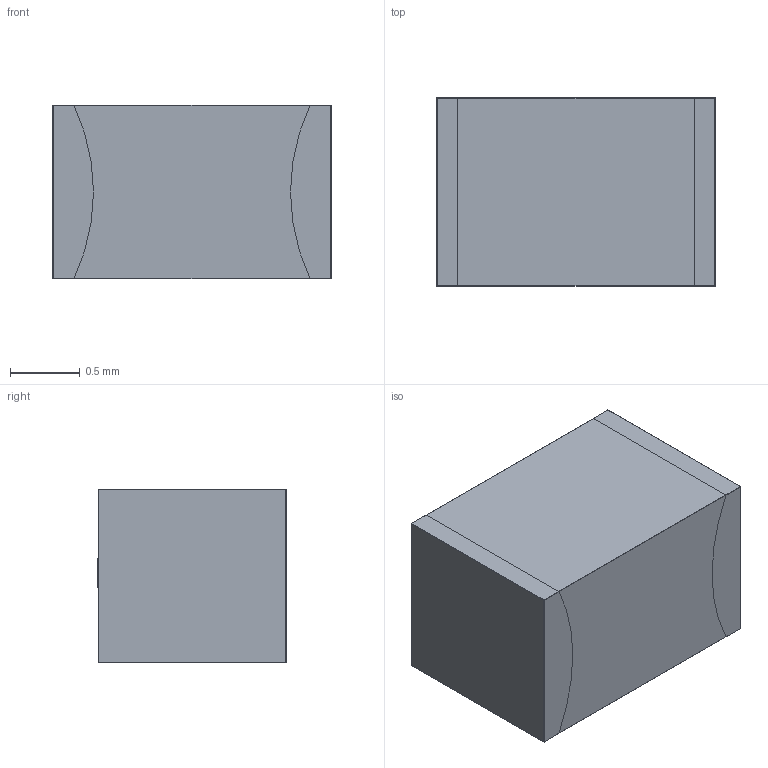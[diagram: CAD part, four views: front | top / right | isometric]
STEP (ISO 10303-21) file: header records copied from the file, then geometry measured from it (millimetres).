
FILE_DESCRIPTION (( 'STEP AP214' ), '1' );
FILE_NAME ('C0805.STEP', '2024-07-18T09:46:10', ( '' ), ( '' ), 'SwSTEP 2.0', 'SolidWorks 2022', '' );
FILE_SCHEMA (( 'AUTOMOTIVE_DESIGN' ));
Length unit declared in the file: millimetre
Products named in the file (1): C0805
Bounding box: 2 x 1.35 x 1.25 mm (x, y, z)
Volume: 3.4 mm3; surface area: 20.7 mm2
Topology: 3 solids, 3 shells, 105 faces, 257 edges, 158 vertices
Faces by surface type: bspline 44, plane 29, cylinder 24, sphere 8
Entity records: 6245 total; most frequent: CARTESIAN_POINT 3533, ORIENTED_EDGE 498, DIRECTION 301, EDGE_CURVE 249, VERTEX_POINT 158, EDGE_LOOP 113, VECTOR 113, LINE 113
